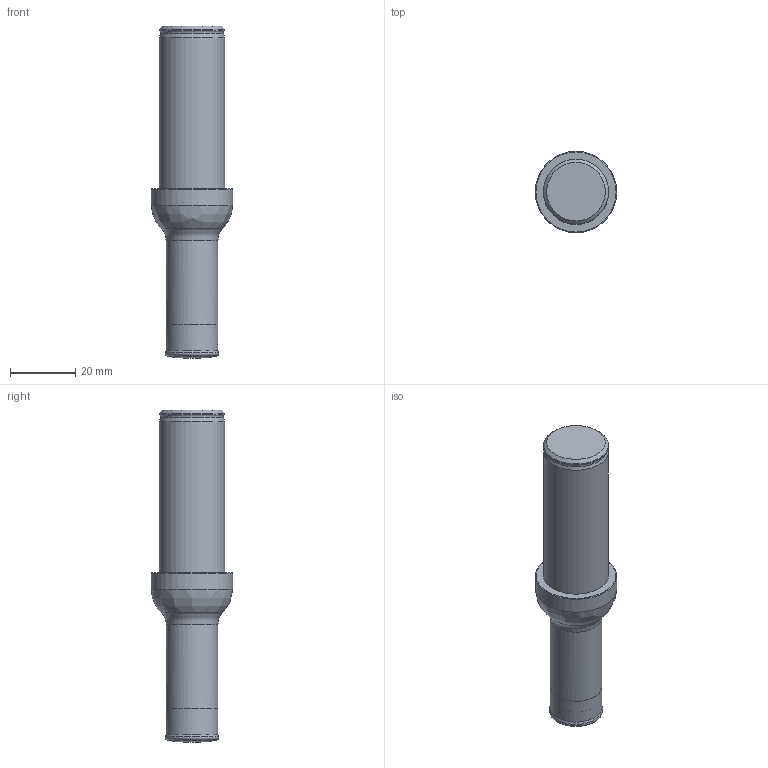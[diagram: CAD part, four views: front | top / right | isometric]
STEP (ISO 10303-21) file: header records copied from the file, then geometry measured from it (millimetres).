
FILE_DESCRIPTION(/* description */ ('3-D model version:1'),/* implementation_level */ '2;1');
FILE_NAME(/* name */ '881-D1650L20-02',/* time_stamp */ '2011-11-16T12:46:24+01:00',/* author */ ('CappDp'),/* organization */ ('AB Sandvik Coromant'),/* preprocessor_version */ 'ST-DEVELOPER v11',/* originating_system */ 'SIEMENS UGS NX 6.0',/* authorisation */ '');
FILE_SCHEMA (('AP203_CONFIGURATION_CONTROLLED_3D_DESIGN_OF_MECHANICAL_PARTS_AND_ASSEMBLIES_MIM_LF'));
Length unit declared in the file: millimetre
Products named in the file (1): 5854_2_3D
Bounding box: 25 x 25 x 102 mm (x, y, z)
Volume: 29737.6 mm3; surface area: 7420.2 mm2
Topology: 2 solids, 2 shells, 25 faces, 52 edges, 30 vertices
Faces by surface type: cone 12, cylinder 5, plane 3, torus 3, bspline 2
Full cylindrical faces by diameter (mm): 15.9 x2, 19.993 x1, 19.994 x1, 25 x1
Entity records: 654 total; most frequent: CARTESIAN_POINT 145, DIRECTION 92, FACE_BOUND 46, EDGE_LOOP 46, ORIENTED_EDGE 46, AXIS2_PLACEMENT_3D 46, ADVANCED_FACE 25, VERTEX_POINT 25
